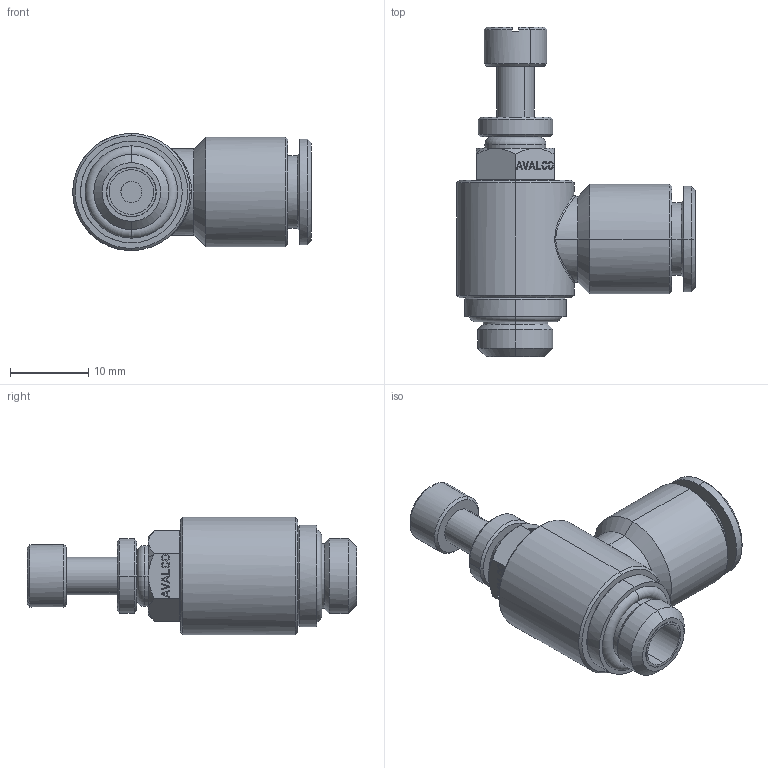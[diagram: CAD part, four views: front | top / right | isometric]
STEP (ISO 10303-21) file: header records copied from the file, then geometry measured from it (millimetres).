
FILE_DESCRIPTION(('CATIA V5 STEP Exchange'),'2;1');
FILE_NAME('INMC22-PR08G18.stp','2019-01-10T11:48:10+00:00',('none'),('none'),'CATIA Version 5 Release 21 GA (IN-10)','CATIA V5 STEP AP203','none');
FILE_SCHEMA(('CONFIG_CONTROL_DESIGN'));
Length unit declared in the file: millimetre
Products named in the file (1): INMC22-PR08G18
Bounding box: 30.5 x 42.15 x 15 mm (x, y, z)
Volume: 5462.1 mm3; surface area: 3406.8 mm2
Topology: 1 solids, 3 shells, 453 faces, 1179 edges, 775 vertices
Faces by surface type: plane 366, cone 40, cylinder 38, bspline 5, torus 4
Entity records: 13946 total; most frequent: CARTESIAN_POINT 3268, ORIENTED_EDGE 2358, DIRECTION 1842, EDGE_CURVE 1179, VECTOR 1015, LINE 1015, VERTEX_POINT 775, EDGE_LOOP 496
